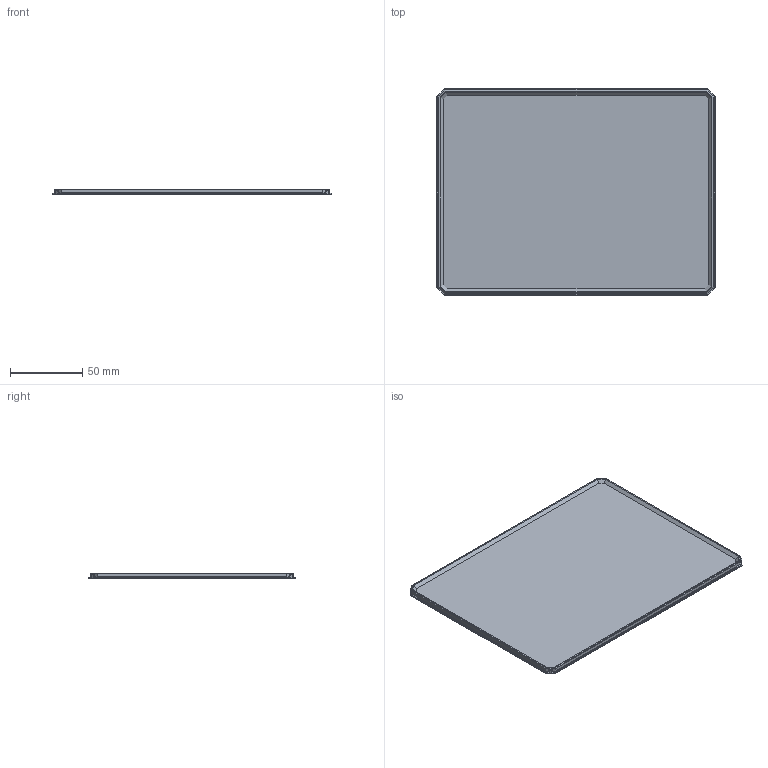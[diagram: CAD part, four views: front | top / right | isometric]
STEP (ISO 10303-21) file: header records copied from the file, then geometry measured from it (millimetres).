
FILE_DESCRIPTION(/* description */ (''),/* implementation_level */ '2;1');
FILE_NAME(/* name */ '4x3.step',/* time_stamp */ '2024-08-26T16:59:17-04:00',/* author */ (''),/* organization */ (''),/* preprocessor_version */ 'ST-DEVELOPER v20',/* originating_system */ 'Autodesk Translation Framework v13.14.0.145',/* authorisation */ '');
FILE_SCHEMA (('AUTOMOTIVE_DESIGN { 1 0 10303 214 3 1 1 }'));
Length unit declared in the file: millimetre
Products named in the file (1): 4x3
Bounding box: 193 x 143 x 4 mm (x, y, z)
Volume: 57163.1 mm3; surface area: 57772.1 mm2
Topology: 1 solids, 1 shells, 95 faces, 252 edges, 160 vertices
Faces by surface type: plane 95
Entity records: 2894 total; most frequent: CARTESIAN_POINT 508, ORIENTED_EDGE 504, DIRECTION 444, LINE 252, VECTOR 252, EDGE_CURVE 252, VERTEX_POINT 160, EDGE_LOOP 96
